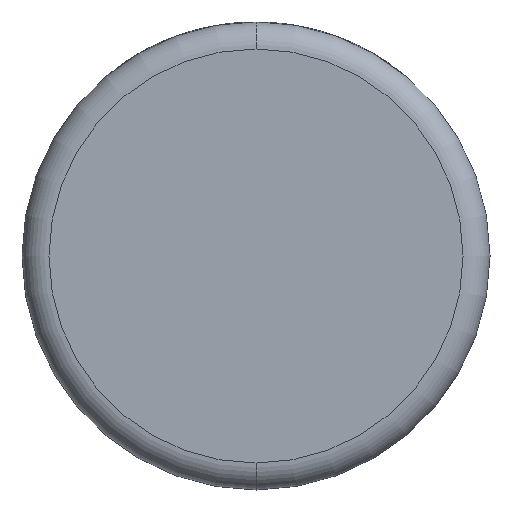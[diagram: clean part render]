
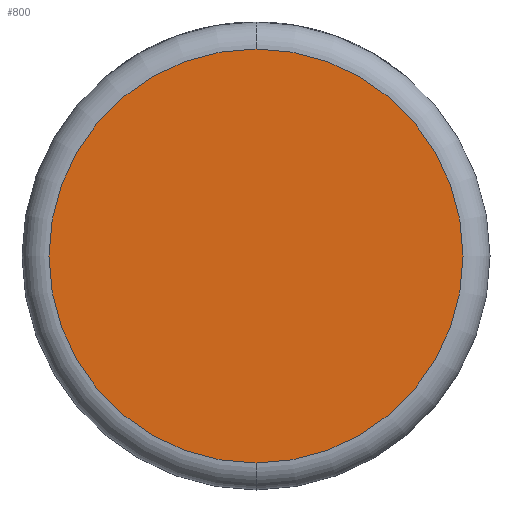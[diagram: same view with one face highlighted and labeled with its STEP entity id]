
A CAD part, front view. The second image highlights one B-rep face of the part: STEP entity #800.
In plain terms, the highlighted planar face has unit normal (0, -1, 0).
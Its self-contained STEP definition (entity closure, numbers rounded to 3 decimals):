
#331 = DIRECTION ( 'NONE',  ( 0., -1., 0. ) ) ;
#487 = CIRCLE ( 'NONE', #2861, 13.714 ) ;
#511 = PLANE ( 'NONE',  #4207 ) ;
#800 = ADVANCED_FACE ( 'NONE', ( #2824 ), #511, .F. ) ;
#854 = DIRECTION ( 'NONE',  ( 0., 0., 1. ) ) ;
#1027 = CARTESIAN_POINT ( 'NONE',  ( 0., 0., 0. ) ) ;
#1643 = CARTESIAN_POINT ( 'NONE',  ( 0., 0., 0. ) ) ;
#1708 = DIRECTION ( 'NONE',  ( 0., -1., 0. ) ) ;
#2205 = ORIENTED_EDGE ( 'NONE', *, *, #4322, .T. ) ;
#2470 = DIRECTION ( 'NONE',  ( 0., 0., 1. ) ) ;
#2487 = CIRCLE ( 'NONE', #2785, 13.714 ) ;
#2580 = CARTESIAN_POINT ( 'NONE',  ( 0., 0., 0. ) ) ;
#2697 = CARTESIAN_POINT ( 'NONE',  ( 0., 0., 13.714 ) ) ;
#2785 = AXIS2_PLACEMENT_3D ( 'NONE', #2580, #331, #2969 ) ;
#2824 = FACE_OUTER_BOUND ( 'NONE', #3634, .T. ) ;
#2861 = AXIS2_PLACEMENT_3D ( 'NONE', #1027, #1708, #2470 ) ;
#2869 = CARTESIAN_POINT ( 'NONE',  ( 0., 0., -13.714 ) ) ;
#2969 = DIRECTION ( 'NONE',  ( 0., 0., 1. ) ) ;
#3063 = EDGE_CURVE ( 'NONE', #3154, #3269, #2487, .T. ) ;
#3154 = VERTEX_POINT ( 'NONE', #2697 ) ;
#3269 = VERTEX_POINT ( 'NONE', #2869 ) ;
#3456 = ORIENTED_EDGE ( 'NONE', *, *, #3063, .T. ) ;
#3634 = EDGE_LOOP ( 'NONE', ( #3456, #2205 ) ) ;
#3833 = DIRECTION ( 'NONE',  ( 0., 1., 0. ) ) ;
#4207 = AXIS2_PLACEMENT_3D ( 'NONE', #1643, #3833, #854 ) ;
#4322 = EDGE_CURVE ( 'NONE', #3269, #3154, #487, .T. ) ;
